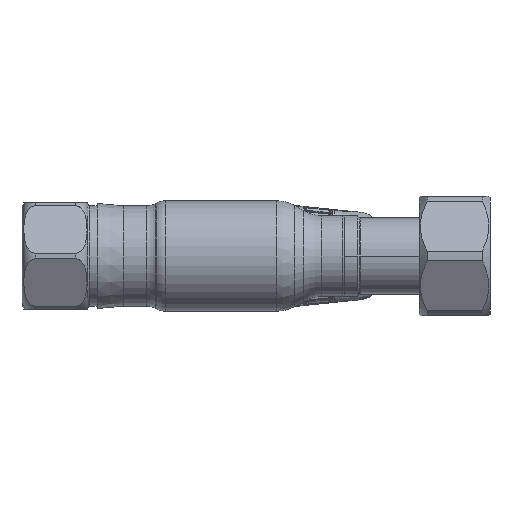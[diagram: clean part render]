
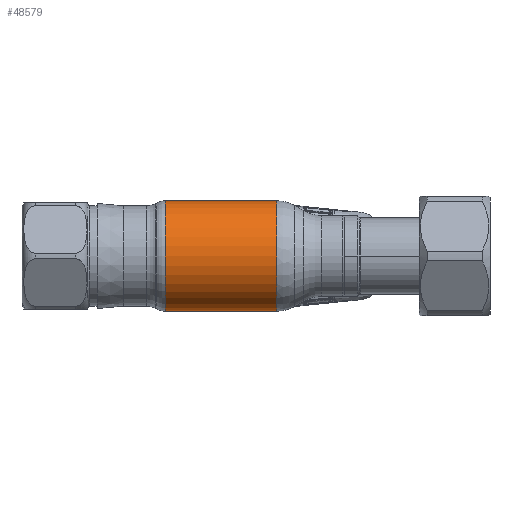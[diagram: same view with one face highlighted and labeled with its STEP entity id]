
A CAD part, front view. The second image highlights one B-rep face of the part: STEP entity #48579.
In plain terms, the highlighted cylindrical face has radius 12.5 mm (diameter 25 mm), a partial arc.
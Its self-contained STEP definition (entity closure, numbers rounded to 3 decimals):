
#2226 = DIRECTION ( 'NONE',  ( 1., 0., 0. ) ) ;
#2813 = LINE ( 'NONE', #43238, #32870 ) ;
#5897 = DIRECTION ( 'NONE',  ( 0., 0., -1. ) ) ;
#6112 = EDGE_CURVE ( 'NONE', #22906, #8932, #37917, .T. ) ;
#8221 = EDGE_CURVE ( 'NONE', #31921, #50507, #53269, .T. ) ;
#8249 = ORIENTED_EDGE ( 'NONE', *, *, #10823, .T. ) ;
#8932 = VERTEX_POINT ( 'NONE', #17144 ) ;
#9508 = CARTESIAN_POINT ( 'NONE',  ( 62.69, 0., -12.5 ) ) ;
#10823 = EDGE_CURVE ( 'NONE', #8932, #50507, #50575, .T. ) ;
#12014 = CARTESIAN_POINT ( 'NONE',  ( 62.69, 0., 0. ) ) ;
#17144 = CARTESIAN_POINT ( 'NONE',  ( -12.606, 0., -12.5 ) ) ;
#18041 = CARTESIAN_POINT ( 'NONE',  ( 12.606, 0., 12.5 ) ) ;
#20622 = EDGE_CURVE ( 'NONE', #22906, #31921, #2813, .T. ) ;
#22906 = VERTEX_POINT ( 'NONE', #37230 ) ;
#23773 = CARTESIAN_POINT ( 'NONE',  ( -12.606, 0., 0. ) ) ;
#25245 = DIRECTION ( 'NONE',  ( 1., 0., 0. ) ) ;
#25420 = AXIS2_PLACEMENT_3D ( 'NONE', #23773, #33660, #42150 ) ;
#27424 = AXIS2_PLACEMENT_3D ( 'NONE', #42160, #28009, #5897 ) ;
#28009 = DIRECTION ( 'NONE',  ( 1., 0., 0. ) ) ;
#29087 = FACE_OUTER_BOUND ( 'NONE', #50053, .T. ) ;
#31921 = VERTEX_POINT ( 'NONE', #18041 ) ;
#32870 = VECTOR ( 'NONE', #2226, 1000. ) ;
#33660 = DIRECTION ( 'NONE',  ( 1., 0., 0. ) ) ;
#37230 = CARTESIAN_POINT ( 'NONE',  ( -12.606, 0., 12.5 ) ) ;
#37917 = CIRCLE ( 'NONE', #25420, 12.5 ) ;
#38984 = DIRECTION ( 'NONE',  ( 1., 0., 0. ) ) ;
#40164 = CARTESIAN_POINT ( 'NONE',  ( 12.606, 0., -12.5 ) ) ;
#41342 = ORIENTED_EDGE ( 'NONE', *, *, #8221, .F. ) ;
#42150 = DIRECTION ( 'NONE',  ( 0., 0., -1. ) ) ;
#42160 = CARTESIAN_POINT ( 'NONE',  ( 12.606, 0., 0. ) ) ;
#43238 = CARTESIAN_POINT ( 'NONE',  ( 62.69, 0., 12.5 ) ) ;
#44472 = ORIENTED_EDGE ( 'NONE', *, *, #6112, .T. ) ;
#46110 = VECTOR ( 'NONE', #25245, 1000. ) ;
#46510 = AXIS2_PLACEMENT_3D ( 'NONE', #12014, #38984, #51903 ) ;
#48317 = CYLINDRICAL_SURFACE ( 'NONE', #46510, 12.5 ) ;
#48579 = ADVANCED_FACE ( 'NONE', ( #29087 ), #48317, .T. ) ;
#50053 = EDGE_LOOP ( 'NONE', ( #55924, #44472, #8249, #41342 ) ) ;
#50507 = VERTEX_POINT ( 'NONE', #40164 ) ;
#50575 = LINE ( 'NONE', #9508, #46110 ) ;
#51903 = DIRECTION ( 'NONE',  ( 0., 0., -1. ) ) ;
#53269 = CIRCLE ( 'NONE', #27424, 12.5 ) ;
#55924 = ORIENTED_EDGE ( 'NONE', *, *, #20622, .F. ) ;
